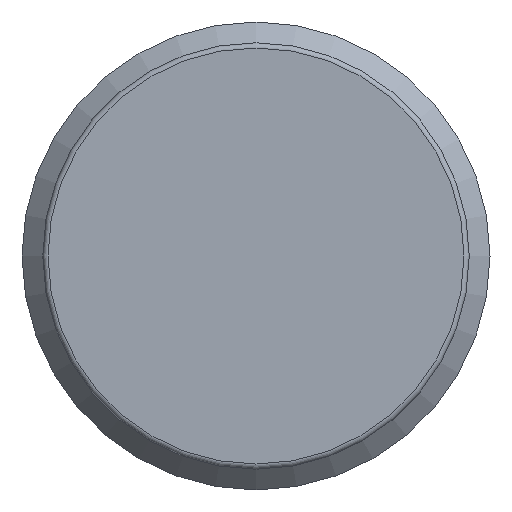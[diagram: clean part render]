
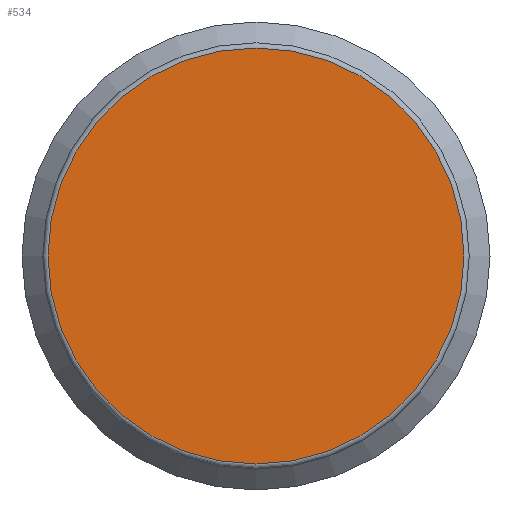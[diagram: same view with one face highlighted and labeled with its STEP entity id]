
A CAD part, left-side view. The second image highlights one B-rep face of the part: STEP entity #534.
In plain terms, the highlighted planar face has unit normal (-1, 0, 0).
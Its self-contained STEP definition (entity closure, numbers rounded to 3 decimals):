
#534 = ADVANCED_FACE( '', ( #795 ), #796, .T. );
#795 = FACE_OUTER_BOUND( '', #1320, .T. );
#796 = PLANE( '', #1321 );
#1320 = EDGE_LOOP( '', ( #1621 ) );
#1321 = AXIS2_PLACEMENT_3D( '', #1622, #1623, #1624 );
#1621 = ORIENTED_EDGE( '', *, *, #1901, .T. );
#1622 = CARTESIAN_POINT( '', ( 0., 0., 0. ) );
#1623 = DIRECTION( '', ( -1., 0., 0. ) );
#1624 = DIRECTION( '', ( 0., 0., 1. ) );
#1901 = EDGE_CURVE( '', #2263, #2263, #2264, .T. );
#2263 = VERTEX_POINT( '', #2855 );
#2264 = CIRCLE( '', #2856, 8. );
#2855 = CARTESIAN_POINT( '', ( 0., 0., 8. ) );
#2856 = AXIS2_PLACEMENT_3D( '', #2905, #2906, #2907 );
#2905 = CARTESIAN_POINT( '', ( 0., 0., 0. ) );
#2906 = DIRECTION( '', ( -1., 0., 0. ) );
#2907 = DIRECTION( '', ( 0., 0., 1. ) );
